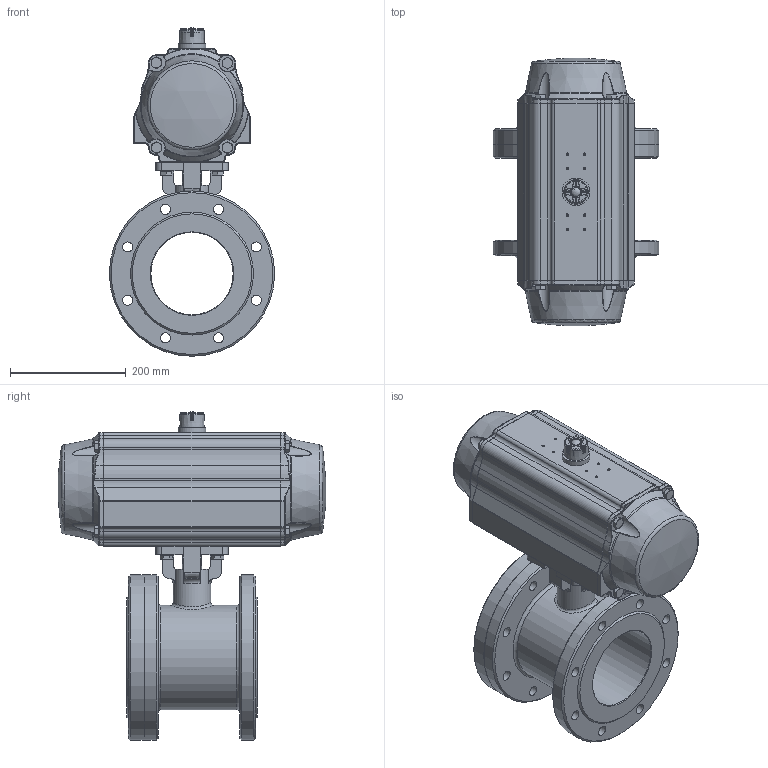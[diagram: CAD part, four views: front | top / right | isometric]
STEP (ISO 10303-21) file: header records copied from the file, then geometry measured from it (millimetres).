
FILE_DESCRIPTION(/* description */ ('Unknown','CAx-IF Rec.Pracs.---Representation and Presentation of Product Manufacturing Information (PMI)---4.0---2014-10-13','CAx-IF Rec.Pracs.---3D Tessellated Geometry---0.4---2014-09-14','2;1'),/* implementation_level */ '2;1');
FILE_NAME(/* name */ 'DW08 0931_0932-14',/* time_stamp */ '2023-09-22T08:22:34+02:00',/* author */ ('Unknown'),/* organization */ ('Unknown'),/* preprocessor_version */ 'ST-DEVELOPER v18.102',/* originating_system */ 'Solid Edge',/* authorisation */ 'Unknown');
FILE_SCHEMA (('AP242_MANAGED_MODEL_BASED_3D_ENGINEERING_MIM_LF { 1 0 10303 442 1 1 4 }'));
Length unit declared in the file: millimetre
Products named in the file (11): DW08 0932-14; 8.440.150 ; DIN 933 M12x40 A2-70 BLK_EDST; DW08_FR07_(DW682_FR500); ____; ________(___________; _____________; ______; hexagon head bolts--product grade c gb_GB_FASTENER_BOLT_HHBC M12X55-N; cup head nib bolts with large head gb_GB_FASTENER_BOLT_CHNBW M6X25-N; KP-160
Assembly tree (22 placements, depth 4):
  DW08 0932-14
    8.440.150 
    DIN 933 M12x40 A2-70 BLK_EDST  x4
    DW08_FR07_(DW682_FR500)
      ____
        ________(___________  x2
        _____________  x2
        ______
      hexagon head bolts--product grade c gb_GB_FASTENER_BOLT_HHBC M12X55-N  x8
      cup head nib bolts with large head gb_GB_FASTENER_BOLT_CHNBW M6X25-N
      KP-160
Bounding box: 285 x 461.71 x 566.4 mm (x, y, z)
Volume: 18977183.1 mm3; surface area: 921967.7 mm2
Topology: 20 solids, 20 shells, 1310 faces, 3085 edges, 1818 vertices
Faces by surface type: plane 409, cylinder 356, bspline 223, cone 175, torus 134, sphere 13
Full cylindrical faces by diameter (mm): 3 x16, 3.3 x8, 4.2 x12, 4.66 x1, 5 x1, 6 x1, 6.2 x1, 8.5 x4, 10.2 x12, 11.8 x2, 12 x12, 13 x4, 17.294 x16, 19 x4, 33 x1, 38.5 x1, 39 x1, 47.8 x1, 65 x1, 70 x1, 142 x1, 180 x1, 284 x1, 285 x3
Entity records: 36900 total; most frequent: CARTESIAN_POINT 14991, DIRECTION 4219, ORIENTED_EDGE 4198, EDGE_CURVE 2099, AXIS2_PLACEMENT_3D 1736, VERTEX_POINT 1335, FACE_BOUND 1222, EDGE_LOOP 1195
